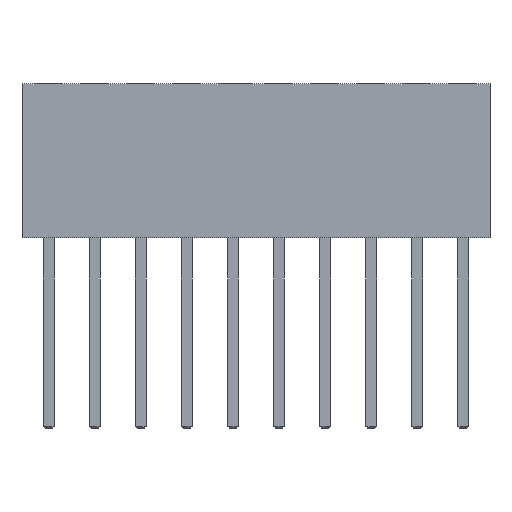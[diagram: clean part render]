
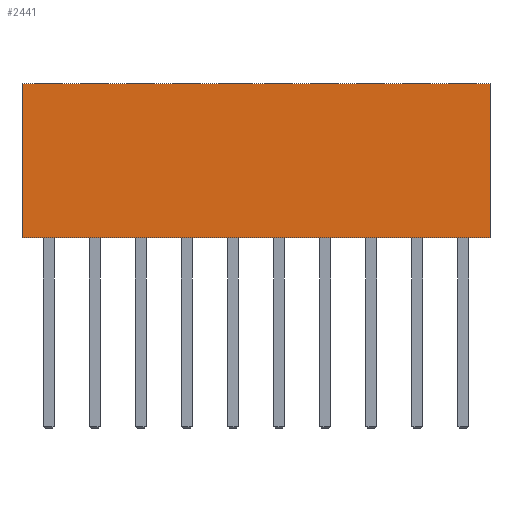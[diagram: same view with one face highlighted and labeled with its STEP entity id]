
A CAD part, left-side view. The second image highlights one B-rep face of the part: STEP entity #2441.
In plain terms, the highlighted planar face has unit normal (-1, 0, 0).
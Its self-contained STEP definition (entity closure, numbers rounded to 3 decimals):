
#95=FACE_OUTER_BOUND('',#251,.T.);
#251=EDGE_LOOP('',(#1771,#1772,#1773,#1774));
#487=LINE('',#3627,#819);
#488=LINE('',#3629,#820);
#489=LINE('',#3631,#821);
#490=LINE('',#3632,#822);
#819=VECTOR('',#2951,10.);
#820=VECTOR('',#2952,10.);
#821=VECTOR('',#2953,10.);
#822=VECTOR('',#2954,10.);
#1111=VERTEX_POINT('',#3625);
#1112=VERTEX_POINT('',#3626);
#1113=VERTEX_POINT('',#3628);
#1114=VERTEX_POINT('',#3630);
#1359=EDGE_CURVE('',#1111,#1112,#487,.T.);
#1360=EDGE_CURVE('',#1111,#1113,#488,.T.);
#1361=EDGE_CURVE('',#1114,#1113,#489,.T.);
#1362=EDGE_CURVE('',#1112,#1114,#490,.T.);
#1771=ORIENTED_EDGE('',*,*,#1359,.F.);
#1772=ORIENTED_EDGE('',*,*,#1360,.T.);
#1773=ORIENTED_EDGE('',*,*,#1361,.F.);
#1774=ORIENTED_EDGE('',*,*,#1362,.F.);
#2285=PLANE('',#2621);
#2441=ADVANCED_FACE('',(#95),#2285,.T.);
#2621=AXIS2_PLACEMENT_3D('',#3624,#2949,#2950);
#2949=DIRECTION('center_axis',(-1.,0.,0.));
#2950=DIRECTION('ref_axis',(0.,-1.,0.));
#2951=DIRECTION('',(0.,1.,0.));
#2952=DIRECTION('',(0.,0.,1.));
#2953=DIRECTION('',(0.,-1.,0.));
#2954=DIRECTION('',(0.,0.,1.));
#3624=CARTESIAN_POINT('Origin',(-1.2,12.9,0.));
#3625=CARTESIAN_POINT('',(-1.2,-12.9,0.));
#3626=CARTESIAN_POINT('',(-1.2,12.9,0.));
#3627=CARTESIAN_POINT('',(-1.2,-12.9,0.));
#3628=CARTESIAN_POINT('',(-1.2,-12.9,8.5));
#3629=CARTESIAN_POINT('',(-1.2,-12.9,0.));
#3630=CARTESIAN_POINT('',(-1.2,12.9,8.5));
#3631=CARTESIAN_POINT('',(-1.2,-12.9,8.5));
#3632=CARTESIAN_POINT('',(-1.2,12.9,0.));
